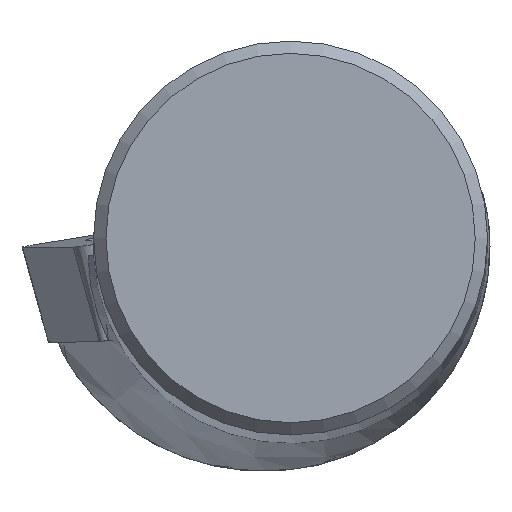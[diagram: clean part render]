
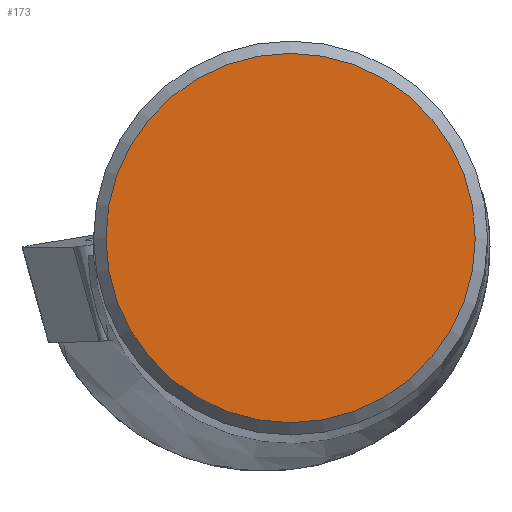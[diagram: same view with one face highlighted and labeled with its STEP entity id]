
A CAD part, top view. The second image highlights one B-rep face of the part: STEP entity #173.
In plain terms, the highlighted planar face has unit normal (0, 0, 1).
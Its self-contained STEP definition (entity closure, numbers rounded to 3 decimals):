
#139=FACE_OUTER_BOUND('',#331,.T.);
#173=ADVANCED_FACE('',(#139),#198,.T.);
#198=PLANE('',#840);
#331=EDGE_LOOP('',(#463));
#463=ORIENTED_EDGE('',*,*,#658,.T.);
#578=VERTEX_POINT('',#1409);
#658=EDGE_CURVE('',#578,#578,#698,.T.);
#698=CIRCLE('',#839,7.493);
#839=AXIS2_PLACEMENT_3D('',#1408,#1000,#1001);
#840=AXIS2_PLACEMENT_3D('',#1410,#1002,#1003);
#1000=DIRECTION('',(0.,0.,1.));
#1001=DIRECTION('',(1.,0.,0.));
#1002=DIRECTION('',(0.,0.,1.));
#1003=DIRECTION('',(1.,0.,0.));
#1408=CARTESIAN_POINT('',(0.,0.,0.));
#1409=CARTESIAN_POINT('',(7.493,0.,0.));
#1410=CARTESIAN_POINT('',(0.,0.,
0.));
